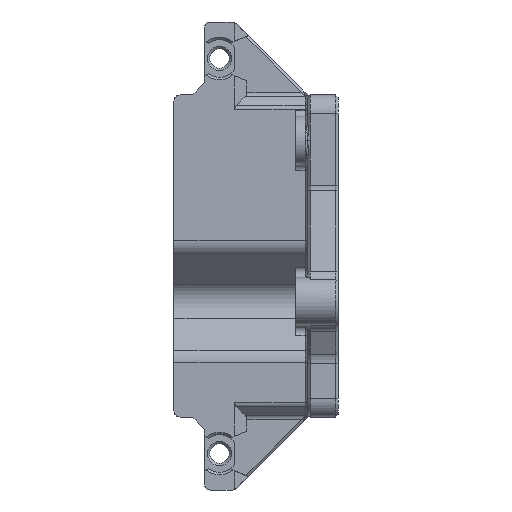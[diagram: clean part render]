
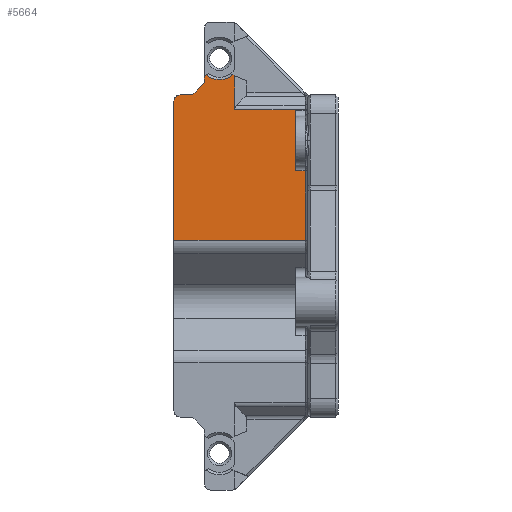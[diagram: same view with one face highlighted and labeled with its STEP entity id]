
A CAD part, left-side view. The second image highlights one B-rep face of the part: STEP entity #5664.
In plain terms, the highlighted planar face has unit normal (-1, 0, 0).
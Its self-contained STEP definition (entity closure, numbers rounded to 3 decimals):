
#301=CIRCLE('',#6085,3.5);
#302=CIRCLE('',#6086,1.);
#303=CIRCLE('',#6087,1.);
#304=CIRCLE('',#6088,1.);
#508=PLANE('',#6084);
#713=FACE_OUTER_BOUND('',#1050,.T.);
#1050=EDGE_LOOP('',(#4288,#4289,#4290,#4291,#4292,#4293,#4294,#4295,#4296,
#4297,#4298,#4299,#4300,#4301,#4302,#4303,#4304,#4305));
#1474=LINE('',#9626,#2007);
#1481=LINE('',#9651,#2014);
#1482=LINE('',#9655,#2015);
#1483=LINE('',#9657,#2016);
#1484=LINE('',#9659,#2017);
#1485=LINE('',#9663,#2018);
#1486=LINE('',#9665,#2019);
#1487=LINE('',#9669,#2020);
#1488=LINE('',#9673,#2021);
#1489=LINE('',#9677,#2022);
#1490=LINE('',#9679,#2023);
#1491=LINE('',#9681,#2024);
#1492=LINE('',#9683,#2025);
#1493=LINE('',#9684,#2026);
#2007=VECTOR('',#6963,10.);
#2014=VECTOR('',#6986,10.);
#2015=VECTOR('',#6991,10.);
#2016=VECTOR('',#6992,10.);
#2017=VECTOR('',#6993,10.);
#2018=VECTOR('',#6996,10.);
#2019=VECTOR('',#6997,10.);
#2020=VECTOR('',#7000,10.);
#2021=VECTOR('',#7003,10.);
#2022=VECTOR('',#7006,10.);
#2023=VECTOR('',#7007,10.);
#2024=VECTOR('',#7008,10.);
#2025=VECTOR('',#7009,10.);
#2026=VECTOR('',#7010,10.);
#2657=VERTEX_POINT('',#9616);
#2659=VERTEX_POINT('',#9622);
#2666=VERTEX_POINT('',#9650);
#2667=VERTEX_POINT('',#9654);
#2668=VERTEX_POINT('',#9656);
#2669=VERTEX_POINT('',#9658);
#2670=VERTEX_POINT('',#9660);
#2671=VERTEX_POINT('',#9662);
#2672=VERTEX_POINT('',#9664);
#2673=VERTEX_POINT('',#9666);
#2674=VERTEX_POINT('',#9668);
#2675=VERTEX_POINT('',#9670);
#2676=VERTEX_POINT('',#9672);
#2677=VERTEX_POINT('',#9674);
#2678=VERTEX_POINT('',#9676);
#2679=VERTEX_POINT('',#9678);
#2680=VERTEX_POINT('',#9680);
#2681=VERTEX_POINT('',#9682);
#3268=EDGE_CURVE('',#2657,#2659,#1474,.T.);
#3279=EDGE_CURVE('',#2659,#2666,#1481,.T.);
#3281=EDGE_CURVE('',#2667,#2657,#1482,.T.);
#3282=EDGE_CURVE('',#2667,#2668,#1483,.T.);
#3283=EDGE_CURVE('',#2669,#2668,#1484,.T.);
#3284=EDGE_CURVE('',#2670,#2669,#301,.T.);
#3285=EDGE_CURVE('',#2671,#2670,#1485,.T.);
#3286=EDGE_CURVE('',#2672,#2671,#1486,.T.);
#3287=EDGE_CURVE('',#2673,#2672,#302,.T.);
#3288=EDGE_CURVE('',#2674,#2673,#1487,.T.);
#3289=EDGE_CURVE('',#2675,#2674,#303,.T.);
#3290=EDGE_CURVE('',#2675,#2676,#1488,.T.);
#3291=EDGE_CURVE('',#2677,#2676,#304,.T.);
#3292=EDGE_CURVE('',#2678,#2677,#1489,.T.);
#3293=EDGE_CURVE('',#2679,#2678,#1490,.T.);
#3294=EDGE_CURVE('',#2680,#2679,#1491,.T.);
#3295=EDGE_CURVE('',#2681,#2680,#1492,.T.);
#3296=EDGE_CURVE('',#2681,#2666,#1493,.T.);
#4288=ORIENTED_EDGE('',*,*,#3268,.F.);
#4289=ORIENTED_EDGE('',*,*,#3281,.F.);
#4290=ORIENTED_EDGE('',*,*,#3282,.T.);
#4291=ORIENTED_EDGE('',*,*,#3283,.F.);
#4292=ORIENTED_EDGE('',*,*,#3284,.F.);
#4293=ORIENTED_EDGE('',*,*,#3285,.F.);
#4294=ORIENTED_EDGE('',*,*,#3286,.F.);
#4295=ORIENTED_EDGE('',*,*,#3287,.F.);
#4296=ORIENTED_EDGE('',*,*,#3288,.F.);
#4297=ORIENTED_EDGE('',*,*,#3289,.F.);
#4298=ORIENTED_EDGE('',*,*,#3290,.T.);
#4299=ORIENTED_EDGE('',*,*,#3291,.F.);
#4300=ORIENTED_EDGE('',*,*,#3292,.F.);
#4301=ORIENTED_EDGE('',*,*,#3293,.F.);
#4302=ORIENTED_EDGE('',*,*,#3294,.F.);
#4303=ORIENTED_EDGE('',*,*,#3295,.F.);
#4304=ORIENTED_EDGE('',*,*,#3296,.T.);
#4305=ORIENTED_EDGE('',*,*,#3279,.F.);
#5664=ADVANCED_FACE('',(#713),#508,.F.);
#6084=AXIS2_PLACEMENT_3D('',#9653,#6989,#6990);
#6085=AXIS2_PLACEMENT_3D('',#9661,#6994,#6995);
#6086=AXIS2_PLACEMENT_3D('',#9667,#6998,#6999);
#6087=AXIS2_PLACEMENT_3D('',#9671,#7001,#7002);
#6088=AXIS2_PLACEMENT_3D('',#9675,#7004,#7005);
#6963=DIRECTION('',(0.,0.,-1.));
#6986=DIRECTION('',(0.,1.,0.));
#6989=DIRECTION('center_axis',(1.,0.,0.));
#6990=DIRECTION('ref_axis',(0.,0.,-1.));
#6991=DIRECTION('',(0.,-1.,0.));
#6992=DIRECTION('',(0.,0.,1.));
#6993=DIRECTION('',(0.,-0.922,-0.387));
#6994=DIRECTION('center_axis',(-1.,0.,0.));
#6995=DIRECTION('ref_axis',(0.,0.,-1.));
#6996=DIRECTION('',(0.,-0.922,0.387));
#6997=DIRECTION('',(0.,0.,1.));
#6998=DIRECTION('center_axis',(-1.,0.,0.));
#6999=DIRECTION('ref_axis',(0.,-0.924,-0.383));
#7000=DIRECTION('',(0.,-0.707,0.707));
#7001=DIRECTION('center_axis',(-1.,0.,0.));
#7002=DIRECTION('ref_axis',(0.,-0.383,-0.924));
#7003=DIRECTION('',(0.,1.,0.));
#7004=DIRECTION('center_axis',(1.,0.,0.));
#7005=DIRECTION('ref_axis',(0.,0.707,0.707));
#7006=DIRECTION('',(0.,0.,1.));
#7007=DIRECTION('',(0.,1.,0.));
#7008=DIRECTION('',(0.,0.,-1.));
#7009=DIRECTION('',(0.,-1.,0.));
#7010=DIRECTION('',(0.,0.,1.));
#9616=CARTESIAN_POINT('',(50.,5.4,-2.414));
#9622=CARTESIAN_POINT('',(50.,5.4,-2.5));
#9626=CARTESIAN_POINT('',(50.,5.4,-26.5));
#9650=CARTESIAN_POINT('',(50.,7.,-2.5));
#9651=CARTESIAN_POINT('',(50.,4.75,-2.5));
#9653=CARTESIAN_POINT('Origin',(50.,2.5,-26.5));
#9654=CARTESIAN_POINT('',(50.,17.,-2.414));
#9655=CARTESIAN_POINT('',(50.,1.875,-2.414));
#9656=CARTESIAN_POINT('',(50.,17.,3.167));
#9657=CARTESIAN_POINT('',(50.,17.,-13.25));
#9658=CARTESIAN_POINT('',(50.,17.288,3.288));
#9659=CARTESIAN_POINT('',(50.,5.721,-1.566));
#9660=CARTESIAN_POINT('',(50.,21.712,3.288));
#9661=CARTESIAN_POINT('Origin',(50.,19.5,6.));
#9662=CARTESIAN_POINT('',(50.,22.,3.167));
#9663=CARTESIAN_POINT('',(50.,18.824,4.5));
#9664=CARTESIAN_POINT('',(50.,22.,2.414));
#9665=CARTESIAN_POINT('',(50.,22.,0.));
#9666=CARTESIAN_POINT('',(50.,22.293,1.707));
#9667=CARTESIAN_POINT('Origin',(50.,23.,2.414));
#9668=CARTESIAN_POINT('',(50.,23.707,0.293));
#9669=CARTESIAN_POINT('',(50.,24.75,-0.75));
#9670=CARTESIAN_POINT('',(50.,24.414,0.));
#9671=CARTESIAN_POINT('Origin',(50.,24.414,1.));
#9672=CARTESIAN_POINT('',(50.,26.,0.));
#9673=CARTESIAN_POINT('',(50.,5.,0.));
#9674=CARTESIAN_POINT('',(50.,27.,-1.));
#9675=CARTESIAN_POINT('Origin',(50.,26.,-1.));
#9676=CARTESIAN_POINT('',(50.,27.,-23.901));
#9677=CARTESIAN_POINT('',(50.,27.,0.));
#9678=CARTESIAN_POINT('',(50.,5.4,-23.901));
#9679=CARTESIAN_POINT('',(50.,3.75,-23.901));
#9680=CARTESIAN_POINT('',(50.,5.4,-12.5));
#9681=CARTESIAN_POINT('',(50.,5.4,-26.5));
#9682=CARTESIAN_POINT('',(50.,7.,-12.5));
#9683=CARTESIAN_POINT('',(50.,4.75,-12.5));
#9684=CARTESIAN_POINT('',(50.,7.,-18.));
